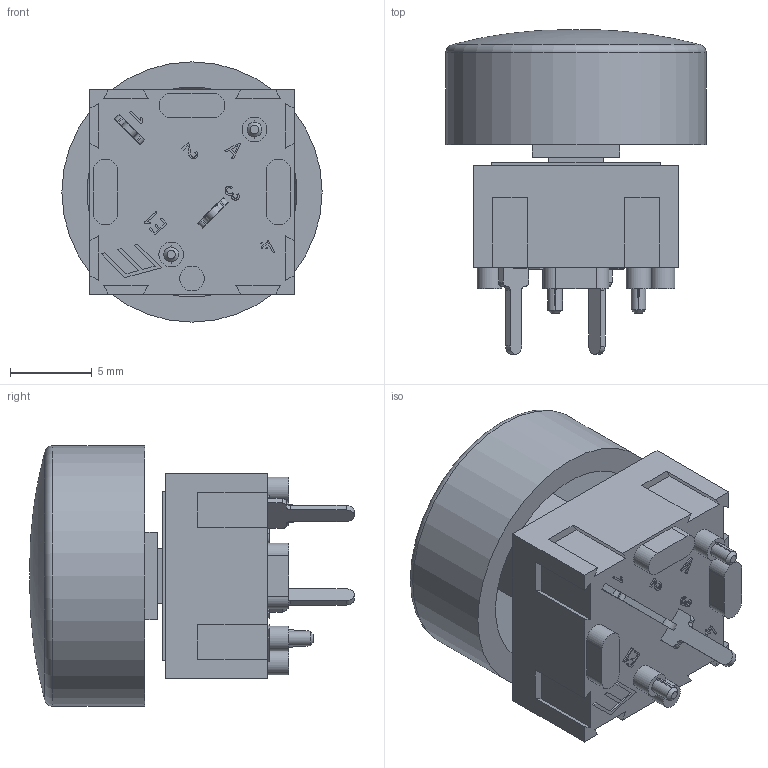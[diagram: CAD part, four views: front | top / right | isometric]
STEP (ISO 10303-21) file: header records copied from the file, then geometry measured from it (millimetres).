
FILE_DESCRIPTION((' '),'2;1');
FILE_NAME('320.09E11xxx.stp.step','2017-09-01T12:50:04',(' '),(' '),' ','ACIS',' ');
FILE_SCHEMA(('CONFIG_CONTROL_DESIGN'));
Length unit declared in the file: millimetre
Products named in the file (6): 320.09E11xxx.stp.step; Body1; Body2; Body3; Body4; Body5
Assembly tree (5 placements, depth 2):
  320.09E11xxx.stp.step
    Body1
    Body2
    Body3
    Body4
    Body5
Bounding box: 15.88 x 19.8 x 15.88 mm (x, y, z)
Volume: 1387.2 mm3; surface area: 2818.9 mm2
Topology: 5 solids, 5 shells, 566 faces, 1538 edges, 998 vertices
Faces by surface type: plane 349, cylinder 126, bspline 71, sphere 9, cone 6, torus 5
Full cylindrical faces by diameter (mm): 0.8 x6, 1.5 x4, 15.875 x1
Entity records: 18949 total; most frequent: CARTESIAN_POINT 4430, ORIENTED_EDGE 2984, DIRECTION 2586, EDGE_CURVE 1492, VECTOR 1092, LINE 1092, VERTEX_POINT 978, AXIS2_PLACEMENT_3D 747
